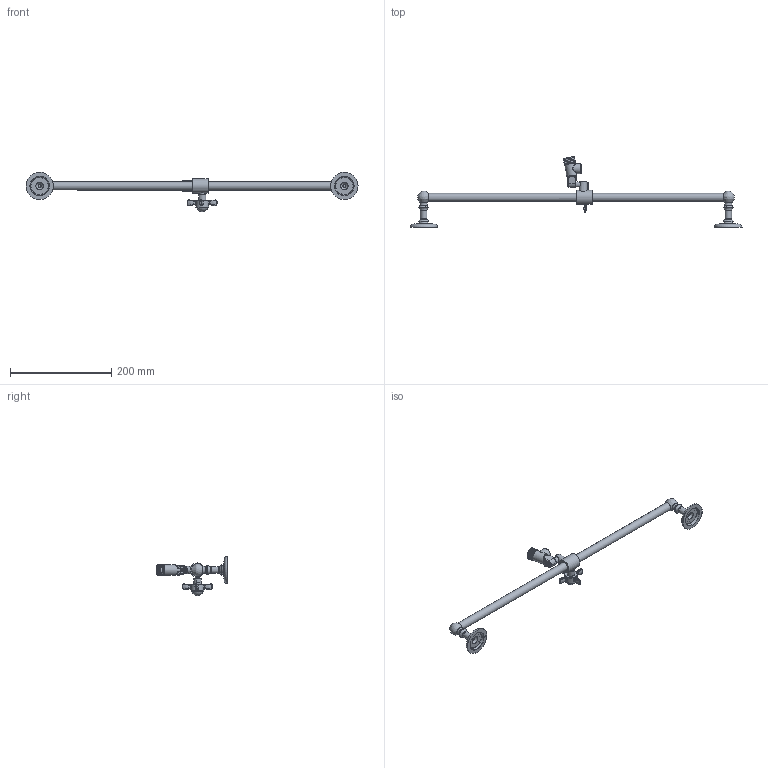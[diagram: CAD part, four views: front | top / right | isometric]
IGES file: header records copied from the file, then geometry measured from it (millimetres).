
Global section: file name: No Iges File Name specified; native system: Autodesk Inventor 2012; preprocessor: AutoDesk Inventor Iges Exporter R2012; author: adaniels; date: 20111206.102236; units: millimetre
Bounding box: 656 x 140.27 x 77.77 mm (x, y, z)
Volume: 110096.9 mm3; surface area: 101641.3 mm2
Topology: 12 solids, 12 shells, 565 faces, 1310 edges, 808 vertices
Faces by surface type: plane 253, bspline 159, revolution 57, cylinder 54, torus 30, cone 11, sphere 1
Full cylindrical faces by diameter (mm): 5.08 x1, 6.132 x1, 7.938 x1, 8 x1, 9.462 x1, 13.1 x2, 14.4 x1, 15.9 x1, 19.9 x1, 20 x1, 22.35 x1, 22.9 x1, 25.4 x1, 27.9 x1, 54 x2
